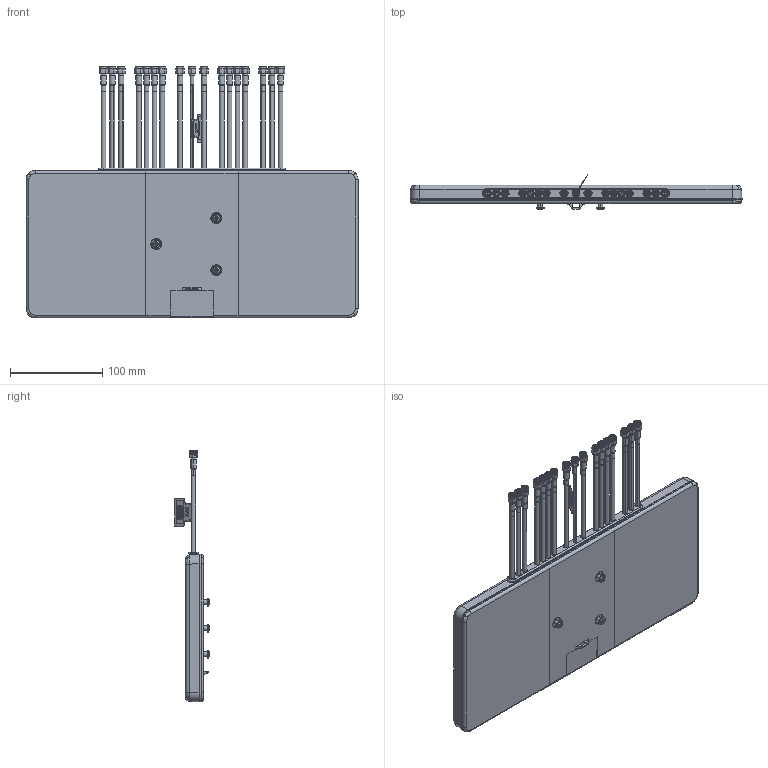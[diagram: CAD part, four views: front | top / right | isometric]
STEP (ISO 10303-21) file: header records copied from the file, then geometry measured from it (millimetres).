
FILE_DESCRIPTION (( 'STEP AP214' ), '1' );
FILE_NAME ('MA9917.A.001.wm_web.STEP', '2022-03-14T15:35:44', ( '' ), ( '' ), 'SwSTEP 2.0', 'SolidWorks 2018', '' );
FILE_SCHEMA (( 'AUTOMOTIVE_DESIGN' ));
Length unit declared in the file: millimetre
Products named in the file (1): MA9917.A.001.wm_web
Bounding box: 360 x 37.81 x 273.2 mm (x, y, z)
Surface area: 176944.7 mm2 (no closed solid volume)
Topology: 0 solids, 168 shells, 1259 faces, 4864 edges, 3757 vertices
Faces by surface type: cylinder 475, plane 401, torus 187, cone 136, bspline 60
Entity records: 99597 total; most frequent: CARTESIAN_POINT 47936, DIRECTION 7292, ORIENTED_EDGE 7182, EDGE_CURVE 4864, VERTEX_POINT 3757, AXIS2_PLACEMENT_3D 2536, LINE 2220, VECTOR 2220
